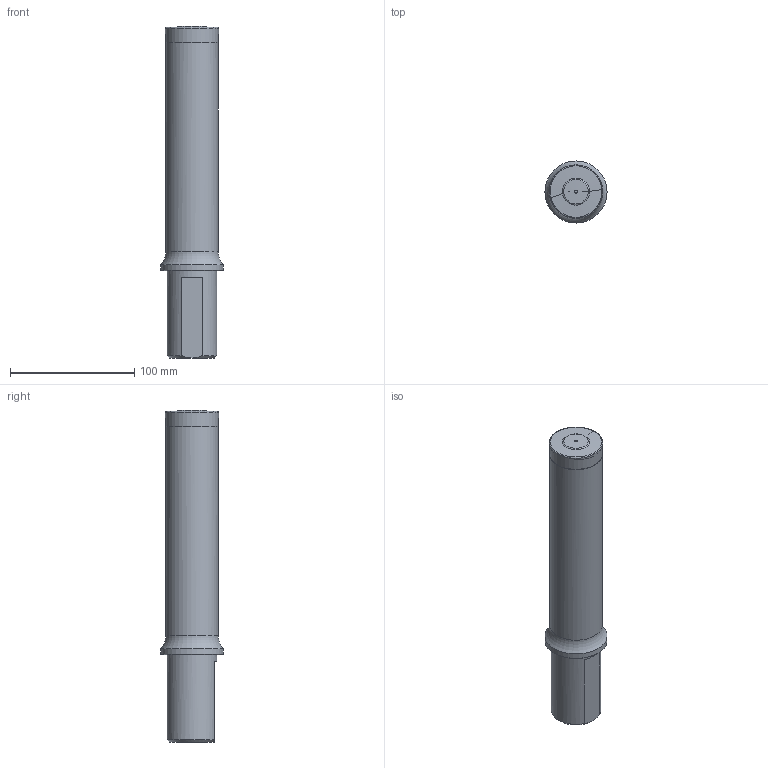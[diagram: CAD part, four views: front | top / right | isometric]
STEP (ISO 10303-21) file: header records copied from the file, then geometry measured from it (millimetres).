
FILE_DESCRIPTION(/* description */ (''),/* implementation_level */ '2;1');
FILE_NAME(/* name */ '804D_43_172_S40_115018032ndi000_00_SIM.stp',/* time_stamp */ '2020-08-31T06:55:07+02:00',/* author */ (''),/* organization */ (''),/* preprocessor_version */ 'ST-DEVELOPER v16.7',/* originating_system */ 'SIEMENS PLM Software NX 12.0',/* authorisation */ '');
FILE_SCHEMA (('AUTOMOTIVE_DESIGN { 1 0 10303 214 3 1 1 1 }'));
Length unit declared in the file: millimetre
Products named in the file (1): wq7006FC52F6wug5
Bounding box: 50 x 50 x 267 mm (x, y, z)
Volume: 365660.2 mm3; surface area: 47926.2 mm2
Topology: 2 solids, 2 shells, 29 faces, 58 edges, 35 vertices
Faces by surface type: plane 11, cone 7, revolution 5, cylinder 4, torus 2
Full cylindrical faces by diameter (mm): 8 x1, 40 x1, 42 x1, 50 x1
Entity records: 727 total; most frequent: CARTESIAN_POINT 165, DIRECTION 115, ORIENTED_EDGE 72, AXIS2_PLACEMENT_3D 51, EDGE_LOOP 48, FACE_BOUND 40, EDGE_CURVE 36, VERTEX_POINT 31
